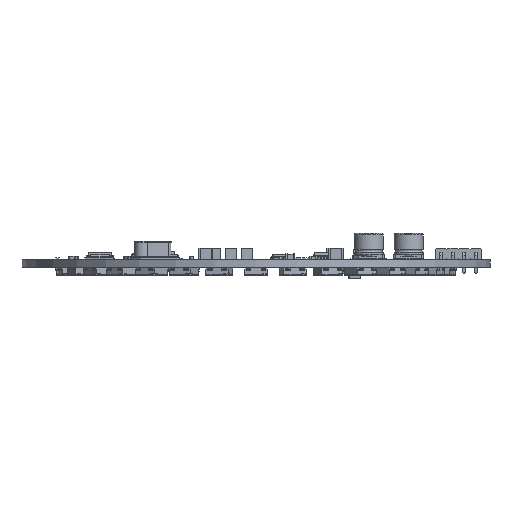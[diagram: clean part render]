
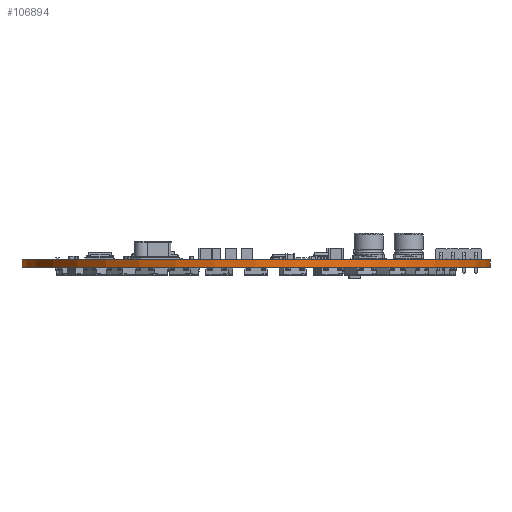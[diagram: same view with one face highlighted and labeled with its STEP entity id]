
A CAD part, left-side view. The second image highlights one B-rep face of the part: STEP entity #106894.
In plain terms, the highlighted cylindrical face has radius 51 mm (diameter 102 mm), a partial arc.
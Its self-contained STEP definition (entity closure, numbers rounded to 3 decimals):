
#106778 = EDGE_CURVE('',#106779,#106781,#106783,.T.);
#106779 = VERTEX_POINT('',#106780);
#106780 = CARTESIAN_POINT('',(0.,-51.,0.));
#106781 = VERTEX_POINT('',#106782);
#106782 = CARTESIAN_POINT('',(0.,-51.,1.6));
#106783 = SURFACE_CURVE('',#106784,(#106788,#106800),.PCURVE_S1.);
#106784 = LINE('',#106785,#106786);
#106785 = CARTESIAN_POINT('',(0.,-51.,0.));
#106786 = VECTOR('',#106787,1.);
#106787 = DIRECTION('',(0.,0.,1.));
#106788 = PCURVE('',#106789,#106794);
#106789 = PLANE('',#106790);
#106790 = AXIS2_PLACEMENT_3D('',#106791,#106792,#106793);
#106791 = CARTESIAN_POINT('',(0.,-51.,0.));
#106792 = DIRECTION('',(0.,1.,0.));
#106793 = DIRECTION('',(1.,0.,0.));
#106794 = DEFINITIONAL_REPRESENTATION('',(#106795),#106799);
#106795 = LINE('',#106796,#106797);
#106796 = CARTESIAN_POINT('',(0.,0.));
#106797 = VECTOR('',#106798,1.);
#106798 = DIRECTION('',(0.,-1.));
#106799 = ( GEOMETRIC_REPRESENTATION_CONTEXT(2) 
PARAMETRIC_REPRESENTATION_CONTEXT() REPRESENTATION_CONTEXT('2D SPACE',''
  ) );
#106800 = PCURVE('',#106801,#106806);
#106801 = CYLINDRICAL_SURFACE('',#106802,51.);
#106802 = AXIS2_PLACEMENT_3D('',#106803,#106804,#106805);
#106803 = CARTESIAN_POINT('',(0.,-0.,0.));
#106804 = DIRECTION('',(-0.,-0.,-1.));
#106805 = DIRECTION('',(1.,0.,-0.));
#106806 = DEFINITIONAL_REPRESENTATION('',(#106807),#106811);
#106807 = LINE('',#106808,#106809);
#106808 = CARTESIAN_POINT('',(-4.712,0.));
#106809 = VECTOR('',#106810,1.);
#106810 = DIRECTION('',(-0.,-1.));
#106811 = ( GEOMETRIC_REPRESENTATION_CONTEXT(2) 
PARAMETRIC_REPRESENTATION_CONTEXT() REPRESENTATION_CONTEXT('2D SPACE',''
  ) );
#106829 = PLANE('',#106830);
#106830 = AXIS2_PLACEMENT_3D('',#106831,#106832,#106833);
#106831 = CARTESIAN_POINT('',(13.133,0.278,1.6));
#106832 = DIRECTION('',(0.,0.,1.));
#106833 = DIRECTION('',(1.,0.,-0.));
#106883 = PLANE('',#106884);
#106884 = AXIS2_PLACEMENT_3D('',#106885,#106886,#106887);
#106885 = CARTESIAN_POINT('',(13.133,0.278,0.));
#106886 = DIRECTION('',(0.,0.,1.));
#106887 = DIRECTION('',(1.,0.,-0.));
#106894 = ADVANCED_FACE('',(#106895),#106801,.T.);
#106895 = FACE_BOUND('',#106896,.F.);
#106896 = EDGE_LOOP('',(#106897,#106927,#106949,#106950));
#106897 = ORIENTED_EDGE('',*,*,#106898,.T.);
#106898 = EDGE_CURVE('',#106899,#106901,#106903,.T.);
#106899 = VERTEX_POINT('',#106900);
#106900 = CARTESIAN_POINT('',(0.,51.,0.));
#106901 = VERTEX_POINT('',#106902);
#106902 = CARTESIAN_POINT('',(0.,51.,1.6));
#106903 = SURFACE_CURVE('',#106904,(#106908,#106915),.PCURVE_S1.);
#106904 = LINE('',#106905,#106906);
#106905 = CARTESIAN_POINT('',(0.,51.,0.));
#106906 = VECTOR('',#106907,1.);
#106907 = DIRECTION('',(0.,0.,1.));
#106908 = PCURVE('',#106801,#106909);
#106909 = DEFINITIONAL_REPRESENTATION('',(#106910),#106914);
#106910 = LINE('',#106911,#106912);
#106911 = CARTESIAN_POINT('',(-1.571,0.));
#106912 = VECTOR('',#106913,1.);
#106913 = DIRECTION('',(-0.,-1.));
#106914 = ( GEOMETRIC_REPRESENTATION_CONTEXT(2) 
PARAMETRIC_REPRESENTATION_CONTEXT() REPRESENTATION_CONTEXT('2D SPACE',''
  ) );
#106915 = PCURVE('',#106916,#106921);
#106916 = PLANE('',#106917);
#106917 = AXIS2_PLACEMENT_3D('',#106918,#106919,#106920);
#106918 = CARTESIAN_POINT('',(58.,51.,0.));
#106919 = DIRECTION('',(0.,-1.,0.));
#106920 = DIRECTION('',(-1.,0.,0.));
#106921 = DEFINITIONAL_REPRESENTATION('',(#106922),#106926);
#106922 = LINE('',#106923,#106924);
#106923 = CARTESIAN_POINT('',(58.,0.));
#106924 = VECTOR('',#106925,1.);
#106925 = DIRECTION('',(0.,-1.));
#106926 = ( GEOMETRIC_REPRESENTATION_CONTEXT(2) 
PARAMETRIC_REPRESENTATION_CONTEXT() REPRESENTATION_CONTEXT('2D SPACE',''
  ) );
#106927 = ORIENTED_EDGE('',*,*,#106928,.T.);
#106928 = EDGE_CURVE('',#106901,#106781,#106929,.T.);
#106929 = SURFACE_CURVE('',#106930,(#106935,#106942),.PCURVE_S1.);
#106930 = CIRCLE('',#106931,51.);
#106931 = AXIS2_PLACEMENT_3D('',#106932,#106933,#106934);
#106932 = CARTESIAN_POINT('',(0.,0.,1.6));
#106933 = DIRECTION('',(0.,0.,1.));
#106934 = DIRECTION('',(1.,0.,-0.));
#106935 = PCURVE('',#106801,#106936);
#106936 = DEFINITIONAL_REPRESENTATION('',(#106937),#106941);
#106937 = LINE('',#106938,#106939);
#106938 = CARTESIAN_POINT('',(-0.,-1.6));
#106939 = VECTOR('',#106940,1.);
#106940 = DIRECTION('',(-1.,0.));
#106941 = ( GEOMETRIC_REPRESENTATION_CONTEXT(2) 
PARAMETRIC_REPRESENTATION_CONTEXT() REPRESENTATION_CONTEXT('2D SPACE',''
  ) );
#106942 = PCURVE('',#106829,#106943);
#106943 = DEFINITIONAL_REPRESENTATION('',(#106944),#106948);
#106944 = CIRCLE('',#106945,51.);
#106945 = AXIS2_PLACEMENT_2D('',#106946,#106947);
#106946 = CARTESIAN_POINT('',(-13.133,-0.278));
#106947 = DIRECTION('',(1.,0.));
#106948 = ( GEOMETRIC_REPRESENTATION_CONTEXT(2) 
PARAMETRIC_REPRESENTATION_CONTEXT() REPRESENTATION_CONTEXT('2D SPACE',''
  ) );
#106949 = ORIENTED_EDGE('',*,*,#106778,.F.);
#106950 = ORIENTED_EDGE('',*,*,#106951,.F.);
#106951 = EDGE_CURVE('',#106899,#106779,#106952,.T.);
#106952 = SURFACE_CURVE('',#106953,(#106958,#106965),.PCURVE_S1.);
#106953 = CIRCLE('',#106954,51.);
#106954 = AXIS2_PLACEMENT_3D('',#106955,#106956,#106957);
#106955 = CARTESIAN_POINT('',(0.,-0.,0.));
#106956 = DIRECTION('',(0.,0.,1.));
#106957 = DIRECTION('',(1.,0.,-0.));
#106958 = PCURVE('',#106801,#106959);
#106959 = DEFINITIONAL_REPRESENTATION('',(#106960),#106964);
#106960 = LINE('',#106961,#106962);
#106961 = CARTESIAN_POINT('',(-0.,0.));
#106962 = VECTOR('',#106963,1.);
#106963 = DIRECTION('',(-1.,0.));
#106964 = ( GEOMETRIC_REPRESENTATION_CONTEXT(2) 
PARAMETRIC_REPRESENTATION_CONTEXT() REPRESENTATION_CONTEXT('2D SPACE',''
  ) );
#106965 = PCURVE('',#106883,#106966);
#106966 = DEFINITIONAL_REPRESENTATION('',(#106967),#106971);
#106967 = CIRCLE('',#106968,51.);
#106968 = AXIS2_PLACEMENT_2D('',#106969,#106970);
#106969 = CARTESIAN_POINT('',(-13.133,-0.278));
#106970 = DIRECTION('',(1.,0.));
#106971 = ( GEOMETRIC_REPRESENTATION_CONTEXT(2) 
PARAMETRIC_REPRESENTATION_CONTEXT() REPRESENTATION_CONTEXT('2D SPACE',''
  ) );
